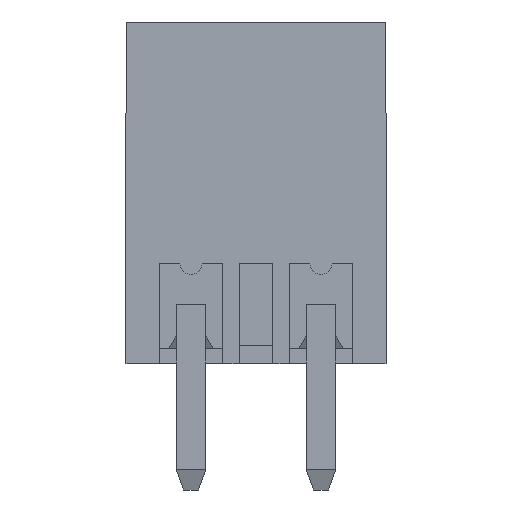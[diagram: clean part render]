
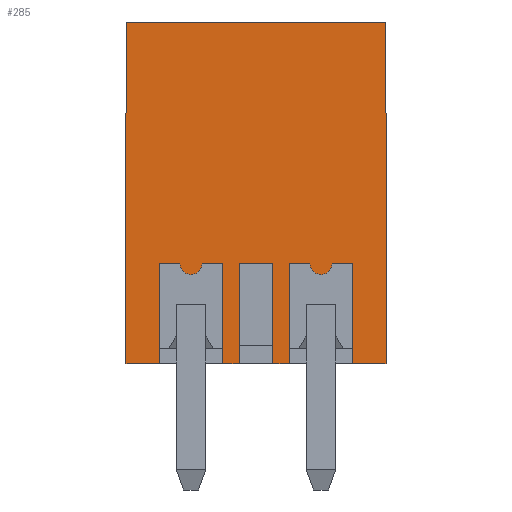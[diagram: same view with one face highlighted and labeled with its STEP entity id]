
A CAD part, front view. The second image highlights one B-rep face of the part: STEP entity #285.
In plain terms, the highlighted planar face has unit normal (0, -1, 0).
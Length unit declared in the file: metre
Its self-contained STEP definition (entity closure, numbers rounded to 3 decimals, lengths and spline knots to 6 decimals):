
#285=ADVANCED_FACE('',(#642),#643,.F.);
#642=FACE_OUTER_BOUND('',#1068,.T.);
#643=PLANE('',#1069);
#1068=EDGE_LOOP('',(#1855,#1856,#1857,#1858,#1859,#1860,#1861,#1862,#1863,#1864,#1865,#1866,#1867,#1868,#1869,#1870,#1871,#1872,#1873,#1874));
#1069=AXIS2_PLACEMENT_3D('',#1875,#1876,#1877);
#1855=ORIENTED_EDGE('',*,*,#2778,.F.);
#1856=ORIENTED_EDGE('',*,*,#2796,.T.);
#1857=ORIENTED_EDGE('',*,*,#2791,.F.);
#1858=ORIENTED_EDGE('',*,*,#2797,.F.);
#1859=ORIENTED_EDGE('',*,*,#2798,.F.);
#1860=ORIENTED_EDGE('',*,*,#2799,.T.);
#1861=ORIENTED_EDGE('',*,*,#2800,.F.);
#1862=ORIENTED_EDGE('',*,*,#2801,.T.);
#1863=ORIENTED_EDGE('',*,*,#2787,.F.);
#1864=ORIENTED_EDGE('',*,*,#2802,.T.);
#1865=ORIENTED_EDGE('',*,*,#2803,.T.);
#1866=ORIENTED_EDGE('',*,*,#2760,.T.);
#1867=ORIENTED_EDGE('',*,*,#2794,.F.);
#1868=ORIENTED_EDGE('',*,*,#2769,.F.);
#1869=ORIENTED_EDGE('',*,*,#2701,.F.);
#1870=ORIENTED_EDGE('',*,*,#2756,.T.);
#1871=ORIENTED_EDGE('',*,*,#2643,.F.);
#1872=ORIENTED_EDGE('',*,*,#2713,.T.);
#1873=ORIENTED_EDGE('',*,*,#2793,.F.);
#1874=ORIENTED_EDGE('',*,*,#2671,.T.);
#1875=CARTESIAN_POINT('',(-1.089727,0.00386,-0.008267));
#1876=DIRECTION('',(0.,1.0,0.));
#1877=DIRECTION('',(1.0,0.0,0.));
#2643=EDGE_CURVE('',#3198,#3194,#3200,.T.);
#2671=EDGE_CURVE('',#3238,#3236,#3239,.T.);
#2701=EDGE_CURVE('',#3276,#3278,#3279,.T.);
#2713=EDGE_CURVE('',#3198,#3292,#3294,.T.);
#2756=EDGE_CURVE('',#3276,#3194,#3346,.T.);
#2760=EDGE_CURVE('',#3353,#3351,#3354,.T.);
#2769=EDGE_CURVE('',#3278,#3368,#3369,.T.);
#2778=EDGE_CURVE('',#3380,#3236,#3382,.T.);
#2787=EDGE_CURVE('',#3392,#3394,#3395,.T.);
#2791=EDGE_CURVE('',#3400,#3402,#3403,.T.);
#2793=EDGE_CURVE('',#3238,#3292,#3405,.T.);
#2794=EDGE_CURVE('',#3368,#3351,#3406,.T.);
#2796=EDGE_CURVE('',#3380,#3402,#3408,.T.);
#2797=EDGE_CURVE('',#3409,#3400,#3410,.T.);
#2798=EDGE_CURVE('',#3411,#3409,#3412,.T.);
#2799=EDGE_CURVE('',#3411,#3413,#3414,.T.);
#2800=EDGE_CURVE('',#3415,#3413,#3416,.T.);
#2801=EDGE_CURVE('',#3415,#3394,#3417,.T.);
#2802=EDGE_CURVE('',#3392,#3418,#3419,.T.);
#2803=EDGE_CURVE('',#3418,#3353,#3420,.T.);
#3194=VERTEX_POINT('',#3978);
#3198=VERTEX_POINT('',#3984);
#3200=LINE('',#3987,#3988);
#3236=VERTEX_POINT('',#4040);
#3238=VERTEX_POINT('',#4043);
#3239=LINE('',#4044,#4045);
#3276=VERTEX_POINT('',#4101);
#3278=VERTEX_POINT('',#4104);
#3279=LINE('',#4105,#4106);
#3292=VERTEX_POINT('',#4127);
#3294=LINE('',#4130,#4131);
#3346=CIRCLE('',#4209,0.0003);
#3351=VERTEX_POINT('',#4214);
#3353=VERTEX_POINT('',#4217);
#3354=LINE('',#4218,#4219);
#3368=VERTEX_POINT('',#4240);
#3369=LINE('',#4241,#4242);
#3380=VERTEX_POINT('',#4258);
#3382=LINE('',#4261,#4262);
#3392=VERTEX_POINT('',#4276);
#3394=VERTEX_POINT('',#4279);
#3395=LINE('',#4280,#4281);
#3400=VERTEX_POINT('',#4288);
#3402=VERTEX_POINT('',#4291);
#3403=LINE('',#4292,#4293);
#3405=LINE('',#4296,#4297);
#3406=LINE('',#4298,#4299);
#3408=LINE('',#4301,#4302);
#3409=VERTEX_POINT('',#4303);
#3410=LINE('',#4304,#4305);
#3411=VERTEX_POINT('',#4306);
#3412=LINE('',#4307,#4308);
#3413=VERTEX_POINT('',#4309);
#3414=CIRCLE('',#4310,0.0003);
#3415=VERTEX_POINT('',#4311);
#3416=LINE('',#4312,#4313);
#3417=LINE('',#4314,#4315);
#3418=VERTEX_POINT('',#4316);
#3419=LINE('',#4317,#4318);
#3420=LINE('',#4319,#4320);
#3978=CARTESIAN_POINT('',(-1.084577,0.00386,-0.005567));
#3984=CARTESIAN_POINT('',(-1.084027,0.00386,-0.005567));
#3987=CARTESIAN_POINT('',(-1.076127,0.00386,-0.005567));
#3988=VECTOR('',#4884,1.0);
#4040=CARTESIAN_POINT('',(-1.083577,0.00386,-0.005567));
#4043=CARTESIAN_POINT('',(-1.083577,0.00386,-0.008267));
#4044=CARTESIAN_POINT('',(-1.083577,0.00386,-0.005567));
#4045=VECTOR('',#4908,1.0);
#4101=CARTESIAN_POINT('',(-1.085177,0.00386,-0.005567));
#4104=CARTESIAN_POINT('',(-1.085727,0.00386,-0.005567));
#4105=CARTESIAN_POINT('',(-1.076127,0.00386,-0.005567));
#4106=VECTOR('',#4932,1.0);
#4127=CARTESIAN_POINT('',(-1.084027,0.00386,-0.008267));
#4130=CARTESIAN_POINT('',(-1.084027,0.00386,-0.008267));
#4131=VECTOR('',#4939,1.0);
#4209=AXIS2_PLACEMENT_3D('',#4966,#4967,#4968);
#4214=CARTESIAN_POINT('',(-1.086627,0.00386,-0.008267));
#4217=CARTESIAN_POINT('',(-1.086627,0.00386,0.000933));
#4218=CARTESIAN_POINT('',(-1.086627,0.00386,-0.008267));
#4219=VECTOR('',#4973,1.0);
#4240=CARTESIAN_POINT('',(-1.085727,0.00386,-0.008267));
#4241=CARTESIAN_POINT('',(-1.085727,0.00386,-0.008267));
#4242=VECTOR('',#4981,1.0);
#4258=CARTESIAN_POINT('',(-1.082677,0.00386,-0.005567));
#4261=CARTESIAN_POINT('',(-1.076127,0.00386,-0.005567));
#4262=VECTOR('',#4988,1.0);
#4276=CARTESIAN_POINT('',(-1.079627,0.00386,-0.008267));
#4279=CARTESIAN_POINT('',(-1.080527,0.00386,-0.008267));
#4280=CARTESIAN_POINT('',(-1.068727,0.00386,-0.008267));
#4281=VECTOR('',#4994,1.0);
#4288=CARTESIAN_POINT('',(-1.082227,0.00386,-0.008267));
#4291=CARTESIAN_POINT('',(-1.082677,0.00386,-0.008267));
#4292=CARTESIAN_POINT('',(-1.068727,0.00386,-0.008267));
#4293=VECTOR('',#4998,1.0);
#4296=CARTESIAN_POINT('',(-1.072227,0.00386,-0.008267));
#4297=VECTOR('',#5000,1.0);
#4298=CARTESIAN_POINT('',(-1.072227,0.00386,-0.008267));
#4299=VECTOR('',#5001,1.0);
#4301=CARTESIAN_POINT('',(-1.082677,0.00386,-0.008267));
#4302=VECTOR('',#5002,1.0);
#4303=CARTESIAN_POINT('',(-1.082227,0.00386,-0.005567));
#4304=CARTESIAN_POINT('',(-1.082227,0.00386,-0.008267));
#4305=VECTOR('',#5003,1.0);
#4306=CARTESIAN_POINT('',(-1.081677,0.00386,-0.005567));
#4307=CARTESIAN_POINT('',(-1.072627,0.00386,-0.005567));
#4308=VECTOR('',#5004,1.0);
#4309=CARTESIAN_POINT('',(-1.081077,0.00386,-0.005567));
#4310=AXIS2_PLACEMENT_3D('',#5005,#5006,#5007);
#4311=CARTESIAN_POINT('',(-1.080527,0.00386,-0.005567));
#4312=CARTESIAN_POINT('',(-1.072627,0.00386,-0.005567));
#4313=VECTOR('',#5008,1.0);
#4314=CARTESIAN_POINT('',(-1.080527,0.00386,-0.008267));
#4315=VECTOR('',#5009,1.0);
#4316=CARTESIAN_POINT('',(-1.079627,0.00386,0.000933));
#4317=CARTESIAN_POINT('',(-1.079627,0.00386,-0.005567));
#4318=VECTOR('',#5010,1.0);
#4319=CARTESIAN_POINT('',(-1.089727,0.00386,0.000933));
#4320=VECTOR('',#5011,1.0);
#4884=DIRECTION('',(-1.0,0.,0.));
#4908=DIRECTION('',(0.,0.,1.0));
#4932=DIRECTION('',(-1.0,0.,0.));
#4939=DIRECTION('',(0.,0.,-1.0));
#4966=CARTESIAN_POINT('',(-1.084877,0.00386,-0.005567));
#4967=DIRECTION('',(0.,-1.0,0.));
#4968=DIRECTION('',(1.0,0.,0.));
#4973=DIRECTION('',(0.0,0.,-1.0));
#4981=DIRECTION('',(0.,0.,-1.0));
#4988=DIRECTION('',(-1.0,0.,0.));
#4994=DIRECTION('',(-1.0,0.,0.));
#4998=DIRECTION('',(-1.0,0.,0.));
#5000=DIRECTION('',(-1.0,0.,0.));
#5001=DIRECTION('',(-1.0,0.,0.));
#5002=DIRECTION('',(0.0,0.,-1.0));
#5003=DIRECTION('',(0.,0.,-1.0));
#5004=DIRECTION('',(-1.0,0.,0.));
#5005=CARTESIAN_POINT('',(-1.081377,0.00386,-0.005567));
#5006=DIRECTION('',(0.,-1.0,0.));
#5007=DIRECTION('',(1.0,0.,0.));
#5008=DIRECTION('',(-1.0,0.,0.));
#5009=DIRECTION('',(0.,0.,-1.0));
#5010=DIRECTION('',(0.,0.,1.0));
#5011=DIRECTION('',(-1.0,0.,0.));
